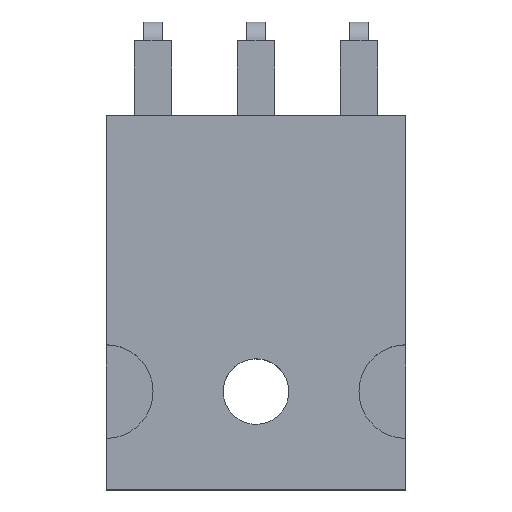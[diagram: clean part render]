
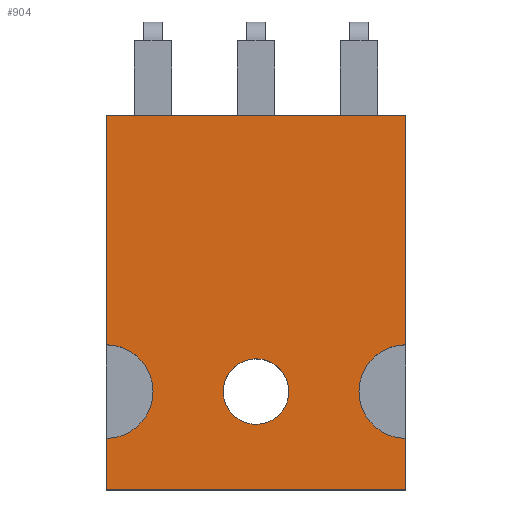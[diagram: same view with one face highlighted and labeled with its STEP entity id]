
A CAD part, top view. The second image highlights one B-rep face of the part: STEP entity #904.
In plain terms, the highlighted planar face has unit normal (0, 0, 1).
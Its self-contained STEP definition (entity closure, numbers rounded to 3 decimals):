
#366=CARTESIAN_POINT('Vertex',(2.,0.,2.2)) ;
#382=CARTESIAN_POINT('Vertex',(-14.,0.,2.2)) ;
#385=CARTESIAN_POINT('Line Origine',(-6.,0.,2.2)) ;
#688=CARTESIAN_POINT('Vertex',(2.,-12.25,2.2)) ;
#704=CARTESIAN_POINT('Vertex',(2.,-17.25,2.2)) ;
#707=CARTESIAN_POINT('Line Origine',(2.,-18.625,2.2)) ;
#711=CARTESIAN_POINT('Vertex',(2.,-20.,2.2)) ;
#726=CARTESIAN_POINT('Line Origine',(2.,-6.125,2.2)) ;
#793=CARTESIAN_POINT('Vertex',(-14.,-17.25,2.2)) ;
#809=CARTESIAN_POINT('Vertex',(-14.,-12.25,2.2)) ;
#812=CARTESIAN_POINT('Line Origine',(-14.,-6.125,2.2)) ;
#821=CARTESIAN_POINT('Vertex',(-14.,-20.,2.2)) ;
#824=CARTESIAN_POINT('Line Origine',(-14.,-18.625,2.2)) ;
#840=CARTESIAN_POINT('Axis2P3D Location',(2.,0.,2.2)) ;
#845=CARTESIAN_POINT('Axis2P3D Location',(-14.,-14.75,2.2)) ;
#849=CARTESIAN_POINT('Vertex',(-11.5,-14.75,2.2)) ;
#852=CARTESIAN_POINT('Axis2P3D Location',(-14.,-14.75,2.2)) ;
#857=CARTESIAN_POINT('Line Origine',(-6.,-20.,2.2)) ;
#862=CARTESIAN_POINT('Axis2P3D Location',(2.,-14.75,2.2)) ;
#866=CARTESIAN_POINT('Vertex',(-0.5,-14.75,2.2)) ;
#869=CARTESIAN_POINT('Axis2P3D Location',(2.,-14.75,2.2)) ;
#886=CARTESIAN_POINT('Axis2P3D Location',(-6.,-14.75,2.2)) ;
#890=CARTESIAN_POINT('Vertex',(-7.536,-13.911,2.2)) ;
#892=CARTESIAN_POINT('Vertex',(-4.464,-15.589,2.2)) ;
#895=CARTESIAN_POINT('Axis2P3D Location',(-6.,-14.75,2.2)) ;
#386=DIRECTION('Vector Direction',(-1.,0.,0.)) ;
#708=DIRECTION('Vector Direction',(0.,-1.,0.)) ;
#727=DIRECTION('Vector Direction',(0.,-1.,0.)) ;
#813=DIRECTION('Vector Direction',(0.,-1.,0.)) ;
#825=DIRECTION('Vector Direction',(0.,-1.,0.)) ;
#841=DIRECTION('Axis2P3D Direction',(0.,0.,1.)) ;
#842=DIRECTION('Axis2P3D XDirection',(-1.,0.,0.)) ;
#846=DIRECTION('Axis2P3D Direction',(0.,0.,1.)) ;
#853=DIRECTION('Axis2P3D Direction',(0.,0.,1.)) ;
#858=DIRECTION('Vector Direction',(-1.,0.,0.)) ;
#863=DIRECTION('Axis2P3D Direction',(0.,0.,1.)) ;
#870=DIRECTION('Axis2P3D Direction',(0.,0.,1.)) ;
#887=DIRECTION('Axis2P3D Direction',(0.,0.,1.)) ;
#896=DIRECTION('Axis2P3D Direction',(0.,0.,1.)) ;
#843=AXIS2_PLACEMENT_3D('Plane Axis2P3D',#840,#841,#842) ;
#847=AXIS2_PLACEMENT_3D('Circle Axis2P3D',#845,#846,$) ;
#854=AXIS2_PLACEMENT_3D('Circle Axis2P3D',#852,#853,$) ;
#864=AXIS2_PLACEMENT_3D('Circle Axis2P3D',#862,#863,$) ;
#871=AXIS2_PLACEMENT_3D('Circle Axis2P3D',#869,#870,$) ;
#888=AXIS2_PLACEMENT_3D('Circle Axis2P3D',#886,#887,$) ;
#897=AXIS2_PLACEMENT_3D('Circle Axis2P3D',#895,#896,$) ;
#875=ORIENTED_EDGE('',*,*,#730,.F.) ;
#876=ORIENTED_EDGE('',*,*,#389,.F.) ;
#877=ORIENTED_EDGE('',*,*,#816,.T.) ;
#878=ORIENTED_EDGE('',*,*,#851,.F.) ;
#879=ORIENTED_EDGE('',*,*,#856,.F.) ;
#880=ORIENTED_EDGE('',*,*,#828,.T.) ;
#881=ORIENTED_EDGE('',*,*,#861,.T.) ;
#882=ORIENTED_EDGE('',*,*,#713,.F.) ;
#883=ORIENTED_EDGE('',*,*,#868,.F.) ;
#884=ORIENTED_EDGE('',*,*,#873,.F.) ;
#901=ORIENTED_EDGE('',*,*,#894,.F.) ;
#902=ORIENTED_EDGE('',*,*,#899,.F.) ;
#903=FACE_BOUND('',#900,.T.) ;
#387=VECTOR('Line Direction',#386,1.) ;
#709=VECTOR('Line Direction',#708,1.) ;
#728=VECTOR('Line Direction',#727,1.) ;
#814=VECTOR('Line Direction',#813,1.) ;
#826=VECTOR('Line Direction',#825,1.) ;
#859=VECTOR('Line Direction',#858,1.) ;
#904=ADVANCED_FACE('PartBody',(#885,#903),#844,.T.) ;
#848=CIRCLE('generated circle',#847,2.5) ;
#855=CIRCLE('generated circle',#854,2.5) ;
#865=CIRCLE('generated circle',#864,2.5) ;
#872=CIRCLE('generated circle',#871,2.5) ;
#889=CIRCLE('generated circle',#888,1.75) ;
#898=CIRCLE('generated circle',#897,1.75) ;
#389=EDGE_CURVE('',#383,#367,#388,.F.) ;
#713=EDGE_CURVE('',#705,#712,#710,.T.) ;
#730=EDGE_CURVE('',#367,#689,#729,.T.) ;
#816=EDGE_CURVE('',#383,#810,#815,.T.) ;
#828=EDGE_CURVE('',#794,#822,#827,.T.) ;
#851=EDGE_CURVE('',#850,#810,#848,.T.) ;
#856=EDGE_CURVE('',#794,#850,#855,.T.) ;
#861=EDGE_CURVE('',#822,#712,#860,.F.) ;
#868=EDGE_CURVE('',#867,#705,#865,.T.) ;
#873=EDGE_CURVE('',#689,#867,#872,.T.) ;
#894=EDGE_CURVE('',#891,#893,#889,.T.) ;
#899=EDGE_CURVE('',#893,#891,#898,.T.) ;
#874=EDGE_LOOP('',(#875,#876,#877,#878,#879,#880,#881,#882,#883,#884)) ;
#900=EDGE_LOOP('',(#901,#902)) ;
#885=FACE_OUTER_BOUND('',#874,.T.) ;
#388=LINE('Line',#385,#387) ;
#710=LINE('Line',#707,#709) ;
#729=LINE('Line',#726,#728) ;
#815=LINE('Line',#812,#814) ;
#827=LINE('Line',#824,#826) ;
#860=LINE('Line',#857,#859) ;
#844=PLANE('Plane',#843) ;
#367=VERTEX_POINT('',#366) ;
#383=VERTEX_POINT('',#382) ;
#689=VERTEX_POINT('',#688) ;
#705=VERTEX_POINT('',#704) ;
#712=VERTEX_POINT('',#711) ;
#794=VERTEX_POINT('',#793) ;
#810=VERTEX_POINT('',#809) ;
#822=VERTEX_POINT('',#821) ;
#850=VERTEX_POINT('',#849) ;
#867=VERTEX_POINT('',#866) ;
#891=VERTEX_POINT('',#890) ;
#893=VERTEX_POINT('',#892) ;
